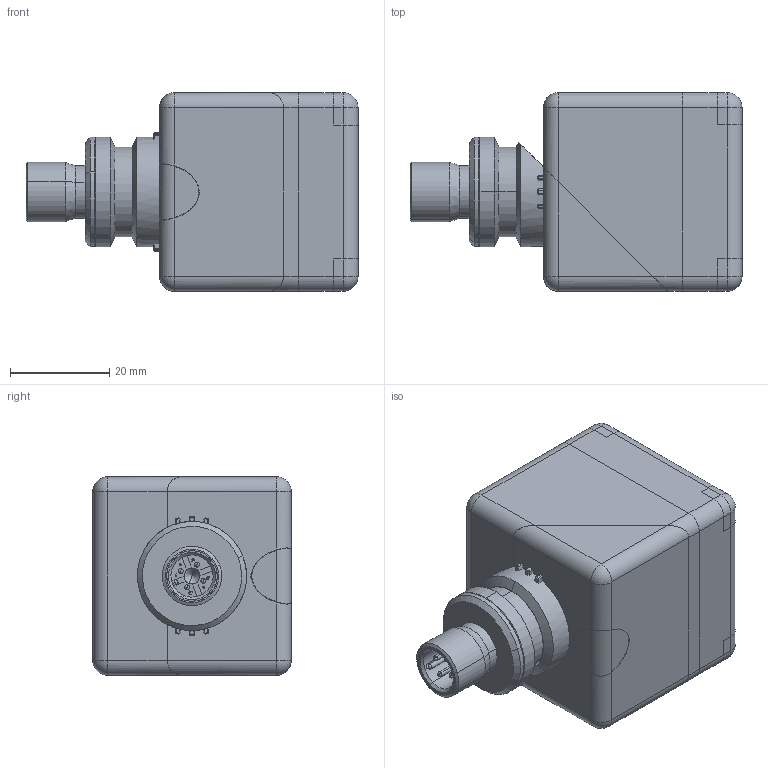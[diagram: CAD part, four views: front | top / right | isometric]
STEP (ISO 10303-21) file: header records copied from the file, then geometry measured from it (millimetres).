
FILE_DESCRIPTION((''),'2;1');
FILE_NAME('DW-AS-6XX-C44','2017-03-14T',('stagiaire01rd'),(''),'PRO/ENGINEER BY PARAMETRIC TECHNOLOGY CORPORATION, 2016360','PRO/ENGINEER BY PARAMETRIC TECHNOLOGY CORPORATION, 2016360','');
FILE_SCHEMA(('CONFIG_CONTROL_DESIGN'));
Length unit declared in the file: millimetre
Products named in the file (1): DW-AS-6XX-C44
Bounding box: 66.9 x 40 x 40 mm (x, y, z)
Surface area: 11802.8 mm2 (no closed solid volume)
Topology: 0 solids, 24 shells, 199 faces, 777 edges, 562 vertices
Faces by surface type: plane 80, cylinder 80, cone 22, sphere 16, bspline 1
Entity records: 8749 total; most frequent: CARTESIAN_POINT 2485, DIRECTION 1288, ORIENTED_EDGE 1130, EDGE_CURVE 759, VERTEX_POINT 562, VECTOR 432, LINE 432, AXIS2_PLACEMENT_3D 428
